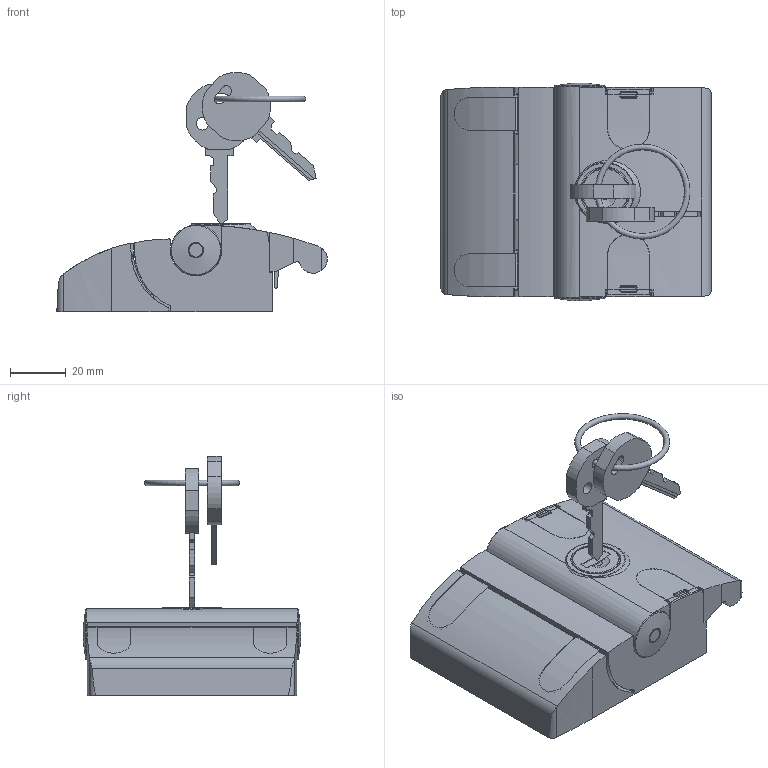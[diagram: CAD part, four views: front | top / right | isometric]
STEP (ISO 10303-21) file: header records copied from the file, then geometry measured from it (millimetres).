
FILE_DESCRIPTION( ( 'STEP AP214' ), '1' );
FILE_NAME( '0957408.stp', '2020-06-10T18:12:06', ( 'License CC BY-ND 4.0' ), ( 'CADENAS' ), ' ', 'PARTsolutions', ' ' );
FILE_SCHEMA( ( 'AUTOMOTIVE_DESIGN { 1 0 10303 214 1 1 1 1 }' ) );
Length unit declared in the file: millimetre
Products named in the file (12): 0957408; _0957408-1; _0957408-2; _0957408-4; _0957408-3; _0957408-9; _0957408-10; _0957408-5; _0957408-6; _0957408-7; _0957408-7_1; _0957408-8
Assembly tree (11 placements, depth 2):
  0957408
    _0957408-1
    _0957408-2
    _0957408-4
    _0957408-3
    _0957408-9
    _0957408-10
    _0957408-5
    _0957408-6
    _0957408-7
    _0957408-7_1
    _0957408-8
Bounding box: 96.8 x 77.81 x 85.61 mm (x, y, z)
Volume: 79947.3 mm3; surface area: 62031.8 mm2
Topology: 11 solids, 11 shells, 1146 faces, 3248 edges, 2123 vertices
Faces by surface type: plane 691, cylinder 388, torus 25, bspline 23, cone 17, sphere 2
Full cylindrical faces by diameter (mm): 1.7 x2, 3 x2, 4.5 x2, 5 x4, 11 x1, 11.9 x2, 15 x1, 16 x1, 17 x1, 18 x2
Entity records: 49326 total; most frequent: CARTESIAN_POINT 10200, ORIENTED_EDGE 6386, DIRECTION 6062, EDGE_CURVE 3193, VERTEX_POINT 2117, LINE 2050, VECTOR 2050, AXIS2_PLACEMENT_3D 2006
